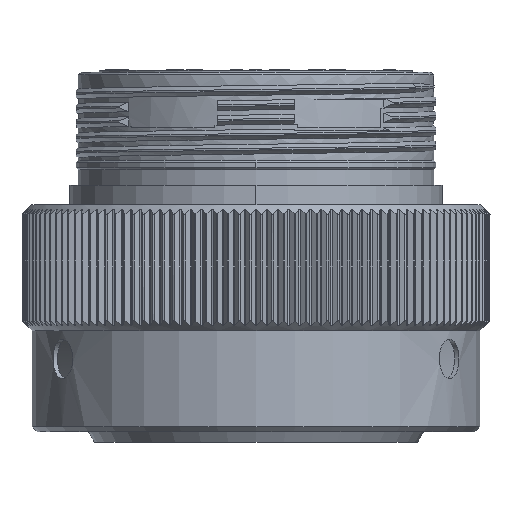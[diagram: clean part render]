
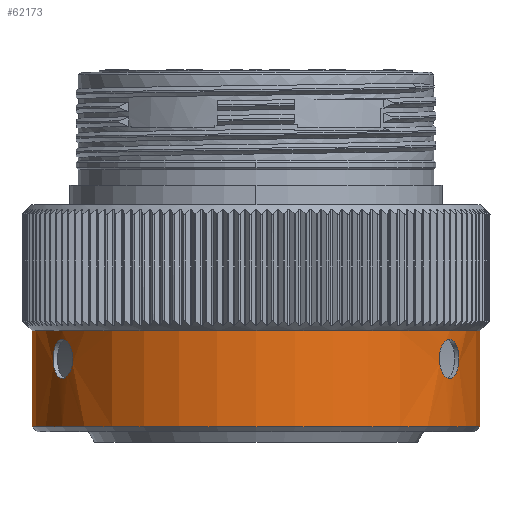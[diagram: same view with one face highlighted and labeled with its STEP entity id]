
A CAD part, left-side view. The second image highlights one B-rep face of the part: STEP entity #62173.
In plain terms, the highlighted cylindrical face has radius 22.85 mm (diameter 45.7 mm), a partial arc.
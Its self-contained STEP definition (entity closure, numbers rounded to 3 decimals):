
#3679=CARTESIAN_POINT('',(0.,0.,-2.64));
#3680=DIRECTION('',(0.,0.,-1.));
#3681=DIRECTION('',(0.,-1.,0.));
#3682=AXIS2_PLACEMENT_3D('',#3679,#3680,#3681);
#13577=DIRECTION('',(0.,0.,-1.));
#13578=VECTOR('',#13577,9.8);
#13579=CARTESIAN_POINT('',(0.,-22.85,-2.64));
#13580=LINE('',#13579,#13578);
#13581=DIRECTION('',(0.,0.,1.));
#13582=VECTOR('',#13581,9.8);
#13583=CARTESIAN_POINT('',(0.,22.85,-12.44));
#13584=LINE('',#13583,#13582);
#13589=CARTESIAN_POINT('',(0.,0.,-12.44));
#13590=DIRECTION('',(0.,0.,1.));
#13591=DIRECTION('',(0.,1.,0.));
#13592=AXIS2_PLACEMENT_3D('',#13589,#13590,#13591);
#27496=CARTESIAN_POINT('',(-11.425,19.789,-3.49));
#27497=CARTESIAN_POINT('',(-11.573,19.703,-3.49));
#27498=CARTESIAN_POINT('',(-11.871,19.527,
-3.533));
#27499=CARTESIAN_POINT('',(-12.3,19.259,
-3.744));
#27500=CARTESIAN_POINT('',(-12.647,19.032,
-4.067));
#27501=CARTESIAN_POINT('',(-12.911,18.853,
-4.484));
#27502=CARTESIAN_POINT('',(-13.076,18.739,
-4.971));
#27503=CARTESIAN_POINT('',(-13.132,18.7,
-5.493));
#27504=CARTESIAN_POINT('',(-13.075,18.74,
-6.014));
#27505=CARTESIAN_POINT('',(-12.91,18.854,
-6.499));
#27506=CARTESIAN_POINT('',(-12.641,19.036,
-6.921));
#27507=CARTESIAN_POINT('',(-12.294,19.263,
-7.24));
#27508=CARTESIAN_POINT('',(-11.871,19.526,
-7.446));
#27509=CARTESIAN_POINT('',(-11.574,19.703,-7.49));
#27510=CARTESIAN_POINT('',(-11.425,19.789,-7.49));
#27516=CARTESIAN_POINT('',(-11.425,19.789,-7.49));
#27517=CARTESIAN_POINT('',(-11.277,19.874,-7.49));
#27518=CARTESIAN_POINT('',(-10.975,20.044,
-7.447));
#27519=CARTESIAN_POINT('',(-10.53,20.281,
-7.238));
#27520=CARTESIAN_POINT('',(-10.16,20.468,
-6.915));
#27521=CARTESIAN_POINT('',(-9.873,20.608,
-6.498));
#27522=CARTESIAN_POINT('',(-9.69,20.694,
-6.011));
#27523=CARTESIAN_POINT('',(-9.628,20.722,
-5.489));
#27524=CARTESIAN_POINT('',(-9.691,20.693,
-4.967));
#27525=CARTESIAN_POINT('',(-9.873,20.608,
-4.481));
#27526=CARTESIAN_POINT('',(-10.165,20.466,
-4.059));
#27527=CARTESIAN_POINT('',(-10.535,20.278,
-3.74));
#27528=CARTESIAN_POINT('',(-10.974,20.044,
-3.534));
#27529=CARTESIAN_POINT('',(-11.276,19.875,-3.49));
#27530=CARTESIAN_POINT('',(-11.425,19.789,-3.49));
#27568=CARTESIAN_POINT('',(-11.425,-19.789,-3.49));
#27569=CARTESIAN_POINT('',(-11.278,-19.873,-3.49));
#27570=CARTESIAN_POINT('',(-10.981,-20.04,
-3.533));
#27571=CARTESIAN_POINT('',(-10.547,-20.272,
-3.733));
#27572=CARTESIAN_POINT('',(-10.177,-20.46,
-4.046));
#27573=CARTESIAN_POINT('',(-9.88,-20.604,
-4.467));
#27574=CARTESIAN_POINT('',(-9.696,-20.691,
-4.948));
#27575=CARTESIAN_POINT('',(-9.628,-20.723,
-5.47));
#27576=CARTESIAN_POINT('',(-9.687,-20.695,
-5.996));
#27577=CARTESIAN_POINT('',(-9.862,-20.613,
-6.477));
#27578=CARTESIAN_POINT('',(-10.158,-20.469,
-6.915));
#27579=CARTESIAN_POINT('',(-10.533,-20.279,
-7.239));
#27580=CARTESIAN_POINT('',(-10.977,-20.043,
-7.447));
#27581=CARTESIAN_POINT('',(-11.277,-19.874,-7.49));
#27582=CARTESIAN_POINT('',(-11.425,-19.789,-7.49));
#27588=CARTESIAN_POINT('',(-11.425,-19.789,-7.49));
#27589=CARTESIAN_POINT('',(-11.573,-19.703,-7.49));
#27590=CARTESIAN_POINT('',(-11.871,-19.527,
-7.447));
#27591=CARTESIAN_POINT('',(-12.3,-19.259,
-7.236));
#27592=CARTESIAN_POINT('',(-12.647,-19.032,
-6.913));
#27593=CARTESIAN_POINT('',(-12.911,-18.853,
-6.496));
#27594=CARTESIAN_POINT('',(-13.076,-18.739,
-6.009));
#27595=CARTESIAN_POINT('',(-13.132,-18.7,
-5.487));
#27596=CARTESIAN_POINT('',(-13.075,-18.74,
-4.965));
#27597=CARTESIAN_POINT('',(-12.91,-18.854,
-4.481));
#27598=CARTESIAN_POINT('',(-12.641,-19.036,
-4.059));
#27599=CARTESIAN_POINT('',(-12.294,-19.263,
-3.74));
#27600=CARTESIAN_POINT('',(-11.871,-19.527,
-3.534));
#27601=CARTESIAN_POINT('',(-11.574,-19.703,-3.49));
#27602=CARTESIAN_POINT('',(-11.425,-19.789,-3.49));
#44105=CARTESIAN_POINT('',(0.,-22.85,-2.64));
#44106=VERTEX_POINT('',#44105);
#44107=CARTESIAN_POINT('',(0.,22.85,-2.64));
#44108=VERTEX_POINT('',#44107);
#44772=CARTESIAN_POINT('',(0.,22.85,-12.44));
#44773=VERTEX_POINT('',#44772);
#44774=CARTESIAN_POINT('',(0.,-22.85,-12.44));
#44775=VERTEX_POINT('',#44774);
#44778=VERTEX_POINT('',#27496);
#44779=VERTEX_POINT('',#27510);
#44780=VERTEX_POINT('',#27568);
#44781=VERTEX_POINT('',#27582);
#62149=CARTESIAN_POINT('',(0.,0.,11.42));
#62150=DIRECTION('',(0.,0.,-1.));
#62151=DIRECTION('',(0.,-1.,0.));
#62152=AXIS2_PLACEMENT_3D('',#62149,#62150,#62151);
#62153=CYLINDRICAL_SURFACE('',#62152,22.85);
#62154=ORIENTED_EDGE('',*,*,#53997,.F.);
#62155=ORIENTED_EDGE('',*,*,#62138,.T.);
#62157=ORIENTED_EDGE('',*,*,#62156,.F.);
#62158=ORIENTED_EDGE('',*,*,#62134,.T.);
#62159=EDGE_LOOP('',(#62154,#62155,#62157,#62158));
#62160=FACE_OUTER_BOUND('',#62159,.F.);
#62162=ORIENTED_EDGE('',*,*,#62161,.F.);
#62164=ORIENTED_EDGE('',*,*,#62163,.F.);
#62165=EDGE_LOOP('',(#62162,#62164));
#62166=FACE_BOUND('',#62165,.F.);
#62168=ORIENTED_EDGE('',*,*,#62167,.F.);
#62170=ORIENTED_EDGE('',*,*,#62169,.F.);
#62171=EDGE_LOOP('',(#62168,#62170));
#62172=FACE_BOUND('',#62171,.F.);
#62173=ADVANCED_FACE('',(#62160,#62166,#62172),#62153,.T.);
#3683=CIRCLE('',#3682,22.85);
#13593=CIRCLE('',#13592,22.85);
#27511=B_SPLINE_CURVE_WITH_KNOTS('',3,(#27496,#27497,#27498,#27499,#27500,
#27501,#27502,#27503,#27504,#27505,#27506,#27507,#27508,#27509,#27510),
.UNSPECIFIED.,.F.,.F.,(4,1,1,1,1,1,1,1,1,1,1,1,4),(0.,0.083,
0.167,0.25,0.333,0.417,0.5,
0.583,0.667,0.75,0.833,0.917,
1.),.UNSPECIFIED.);
#27531=B_SPLINE_CURVE_WITH_KNOTS('',3,(#27516,#27517,#27518,#27519,#27520,
#27521,#27522,#27523,#27524,#27525,#27526,#27527,#27528,#27529,#27530),
.UNSPECIFIED.,.F.,.F.,(4,1,1,1,1,1,1,1,1,1,1,1,4),(0.,0.083,
0.167,0.25,0.333,0.417,0.5,
0.583,0.667,0.75,0.833,0.917,
1.),.UNSPECIFIED.);
#27583=B_SPLINE_CURVE_WITH_KNOTS('',3,(#27568,#27569,#27570,#27571,#27572,
#27573,#27574,#27575,#27576,#27577,#27578,#27579,#27580,#27581,#27582),
.UNSPECIFIED.,.F.,.F.,(4,1,1,1,1,1,1,1,1,1,1,1,4),(0.,0.083,
0.167,0.25,0.333,0.417,0.5,
0.583,0.667,0.75,0.833,0.917,
1.),.UNSPECIFIED.);
#27603=B_SPLINE_CURVE_WITH_KNOTS('',3,(#27588,#27589,#27590,#27591,#27592,
#27593,#27594,#27595,#27596,#27597,#27598,#27599,#27600,#27601,#27602),
.UNSPECIFIED.,.F.,.F.,(4,1,1,1,1,1,1,1,1,1,1,1,4),(0.,0.083,
0.167,0.25,0.333,0.417,0.5,
0.583,0.667,0.75,0.833,0.917,
1.),.UNSPECIFIED.);
#53997=EDGE_CURVE('',#44106,#44108,#3683,.T.);
#62134=EDGE_CURVE('',#44773,#44108,#13584,.T.);
#62138=EDGE_CURVE('',#44106,#44775,#13580,.T.);
#62156=EDGE_CURVE('',#44773,#44775,#13593,.T.);
#62161=EDGE_CURVE('',#44778,#44779,#27511,.T.);
#62163=EDGE_CURVE('',#44779,#44778,#27531,.T.);
#62167=EDGE_CURVE('',#44780,#44781,#27583,.T.);
#62169=EDGE_CURVE('',#44781,#44780,#27603,.T.);
